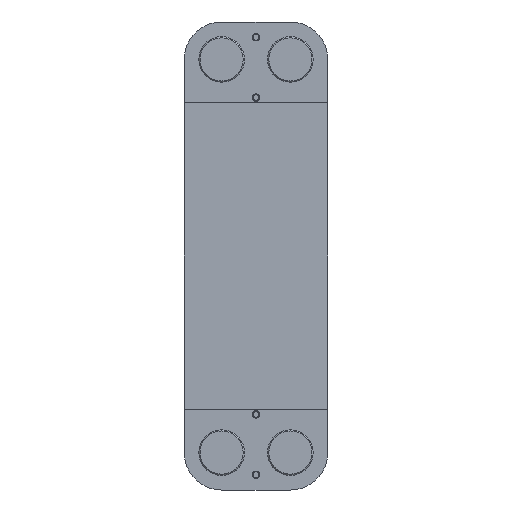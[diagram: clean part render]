
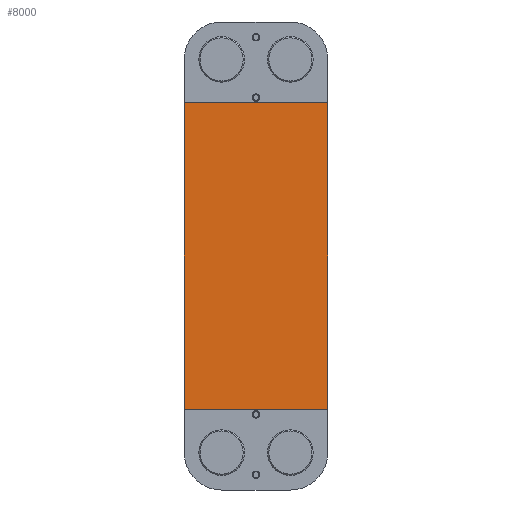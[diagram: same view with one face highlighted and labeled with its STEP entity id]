
A CAD part, front view. The second image highlights one B-rep face of the part: STEP entity #8000.
In plain terms, the highlighted planar face has unit normal (0, -1, 0).
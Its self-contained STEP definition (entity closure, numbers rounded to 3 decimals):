
#2854=PLANE('',#9048);
#3056=FACE_OUTER_BOUND('',#3290,.T.);
#3290=EDGE_LOOP('',(#7653,#7654,#7655,#7656));
#4229=LINE('',#16932,#5173);
#4236=LINE('',#16951,#5180);
#4241=LINE('',#16961,#5185);
#4248=LINE('',#16978,#5192);
#5173=VECTOR('',#11969,10.);
#5180=VECTOR('',#11984,10.);
#5185=VECTOR('',#11995,10.);
#5192=VECTOR('',#12014,10.);
#6315=VERTEX_POINT('',#16930);
#6316=VERTEX_POINT('',#16931);
#6323=VERTEX_POINT('',#16949);
#6324=VERTEX_POINT('',#16950);
#6751=EDGE_CURVE('',#6315,#6316,#4229,.T.);
#6760=EDGE_CURVE('',#6323,#6324,#4236,.T.);
#6766=EDGE_CURVE('',#6323,#6316,#4241,.T.);
#6775=EDGE_CURVE('',#6315,#6324,#4248,.T.);
#7653=ORIENTED_EDGE('',*,*,#6751,.T.);
#7654=ORIENTED_EDGE('',*,*,#6766,.F.);
#7655=ORIENTED_EDGE('',*,*,#6760,.T.);
#7656=ORIENTED_EDGE('',*,*,#6775,.F.);
#8000=ADVANCED_FACE('',(#3056),#2854,.F.);
#9048=AXIS2_PLACEMENT_3D('',#16989,#12027,#12028);
#11969=DIRECTION('',(1.,0.,0.));
#11984=DIRECTION('',(-1.,0.,0.));
#11995=DIRECTION('',(0.,0.,-1.));
#12014=DIRECTION('',(0.,0.,1.));
#12027=DIRECTION('center_axis',(0.,1.,0.));
#12028=DIRECTION('ref_axis',(-1.,0.,0.));
#16930=CARTESIAN_POINT('',(-95.,0.,107.));
#16931=CARTESIAN_POINT('',(95.,0.,107.));
#16932=CARTESIAN_POINT('',(47.5,0.,107.));
#16949=CARTESIAN_POINT('',(95.,0.,512.));
#16950=CARTESIAN_POINT('',(-95.,0.,512.));
#16951=CARTESIAN_POINT('',(-47.5,0.,512.));
#16961=CARTESIAN_POINT('',(95.,0.,569.5));
#16978=CARTESIAN_POINT('',(-95.,0.,49.5));
#16989=CARTESIAN_POINT('Origin',(0.,0.,
309.5));
